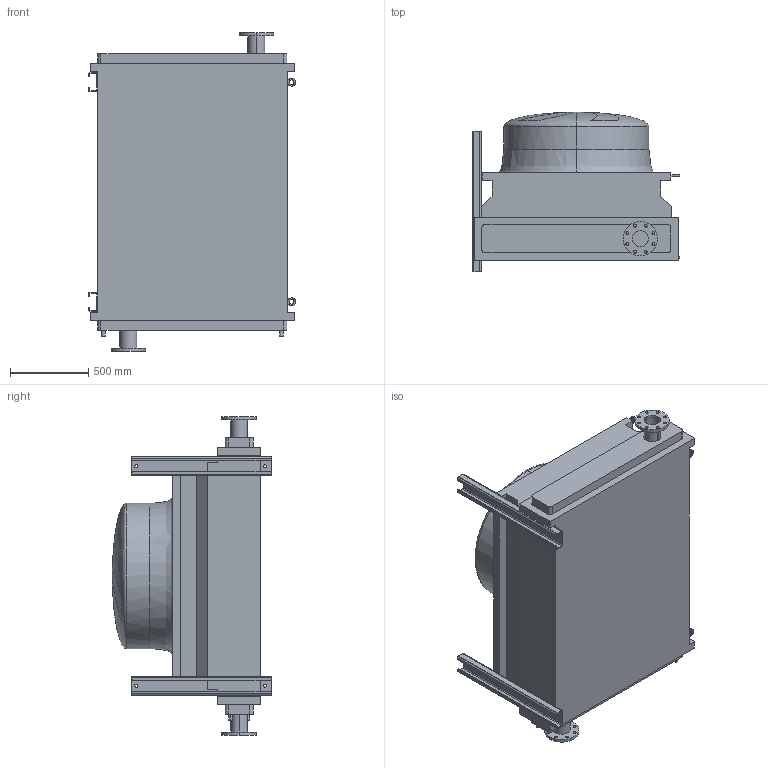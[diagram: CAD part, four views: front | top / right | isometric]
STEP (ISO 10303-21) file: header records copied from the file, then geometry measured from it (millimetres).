
FILE_DESCRIPTION (( 'STEP AP203' ), '1' );
FILE_NAME ('BOAS_01L-V-OS.step', '2022-05-06T11:46:06', ( '' ), ( '' ), 'SwSTEP 2.0', 'SolidWorks 2019', '' );
FILE_SCHEMA (( 'CONFIG_CONTROL_DESIGN' ));
Length unit declared in the file: millimetre
Products named in the file (1): BOAS_01L-V-OS
Bounding box: 1321 x 1016 x 2030 mm (x, y, z)
Volume: 1295587623.7 mm3; surface area: 9842218.9 mm2
Topology: 7 solids, 7 shells, 213 faces, 569 edges, 383 vertices
Faces by surface type: cylinder 110, plane 92, bspline 11
Entity records: 8055 total; most frequent: CARTESIAN_POINT 2418, DIRECTION 1184, ORIENTED_EDGE 1134, EDGE_CURVE 567, AXIS2_PLACEMENT_3D 435, VERTEX_POINT 383, LINE 314, VECTOR 314
